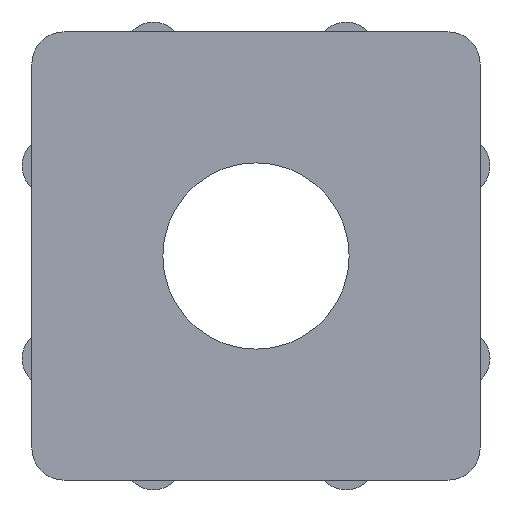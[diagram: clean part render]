
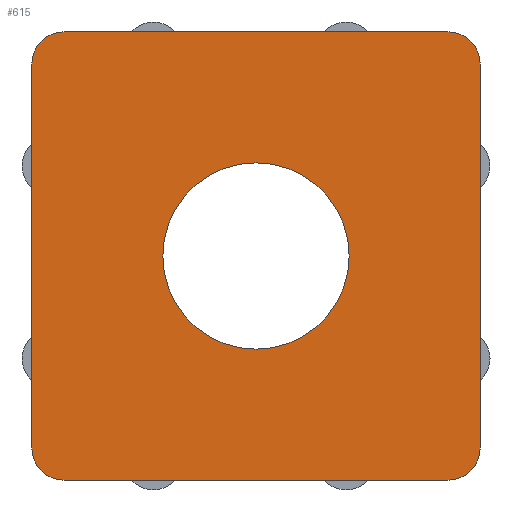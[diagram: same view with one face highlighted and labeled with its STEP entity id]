
A CAD part, front view. The second image highlights one B-rep face of the part: STEP entity #615.
In plain terms, the highlighted planar face has unit normal (0, -1, 0).
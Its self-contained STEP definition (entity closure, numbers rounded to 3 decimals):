
#6 = AXIS2_PLACEMENT_3D ( 'NONE', #911, #1407, #304 ) ;
#19 = CARTESIAN_POINT ( 'NONE',  ( 18.973, 0., 18.973 ) ) ;
#35 = VECTOR ( 'NONE', #301, 1000. ) ;
#59 = VERTEX_POINT ( 'NONE', #760 ) ;
#69 = CIRCLE ( 'NONE', #976, 3.175 ) ;
#70 = CARTESIAN_POINT ( 'NONE',  ( 0., 0., -9.208 ) ) ;
#80 = VERTEX_POINT ( 'NONE', #1006 ) ;
#85 = CARTESIAN_POINT ( 'NONE',  ( -22.148, 0., 18.973 ) ) ;
#88 = EDGE_CURVE ( 'NONE', #80, #839, #399, .T. ) ;
#91 = EDGE_LOOP ( 'NONE', ( #951, #573, #406, #565, #1464, #1479, #296, #584 ) ) ;
#112 = DIRECTION ( 'NONE',  ( 0., 0., -1. ) ) ;
#195 = CARTESIAN_POINT ( 'NONE',  ( 22.148, 0., 18.973 ) ) ;
#212 = EDGE_CURVE ( 'NONE', #1508, #1214, #708, .T. ) ;
#236 = PLANE ( 'NONE',  #1597 ) ;
#250 = DIRECTION ( 'NONE',  ( 0., 0., -1. ) ) ;
#280 = CIRCLE ( 'NONE', #1178, 3.175 ) ;
#296 = ORIENTED_EDGE ( 'NONE', *, *, #1085, .F. ) ;
#299 = ORIENTED_EDGE ( 'NONE', *, *, #212, .T. ) ;
#301 = DIRECTION ( 'NONE',  ( -1., 0., 0. ) ) ;
#304 = DIRECTION ( 'NONE',  ( 0., 0., 1. ) ) ;
#370 = VERTEX_POINT ( 'NONE', #1071 ) ;
#374 = DIRECTION ( 'NONE',  ( 1., 0., 0. ) ) ;
#388 = AXIS2_PLACEMENT_3D ( 'NONE', #504, #985, #1483 ) ;
#397 = DIRECTION ( 'NONE',  ( 0., -1., 0. ) ) ;
#399 = LINE ( 'NONE', #884, #450 ) ;
#403 = LINE ( 'NONE', #887, #1104 ) ;
#406 = ORIENTED_EDGE ( 'NONE', *, *, #88, .F. ) ;
#450 = VECTOR ( 'NONE', #1380, 1000. ) ;
#451 = CARTESIAN_POINT ( 'NONE',  ( 18.973, 0., -18.973 ) ) ;
#478 = CARTESIAN_POINT ( 'NONE',  ( 22.148, 0., -18.973 ) ) ;
#483 = VERTEX_POINT ( 'NONE', #195 ) ;
#504 = CARTESIAN_POINT ( 'NONE',  ( 0., 0., 0. ) ) ;
#521 = DIRECTION ( 'NONE',  ( 0., -1., 0. ) ) ;
#565 = ORIENTED_EDGE ( 'NONE', *, *, #1442, .T. ) ;
#573 = ORIENTED_EDGE ( 'NONE', *, *, #1057, .T. ) ;
#584 = ORIENTED_EDGE ( 'NONE', *, *, #1048, .T. ) ;
#595 = VERTEX_POINT ( 'NONE', #478 ) ;
#615 = ADVANCED_FACE ( 'NONE', ( #841, #1335 ), #236, .T. ) ;
#661 = VECTOR ( 'NONE', #374, 1000. ) ;
#689 = CIRCLE ( 'NONE', #1595, 3.175 ) ;
#708 = CIRCLE ( 'NONE', #6, 9.208 ) ;
#723 = CARTESIAN_POINT ( 'NONE',  ( 0., 0., 0. ) ) ;
#760 = CARTESIAN_POINT ( 'NONE',  ( 18.973, 0., 22.148 ) ) ;
#839 = VERTEX_POINT ( 'NONE', #85 ) ;
#841 = FACE_BOUND ( 'NONE', #1192, .T. ) ;
#860 = CARTESIAN_POINT ( 'NONE',  ( -18.973, 0., -18.973 ) ) ;
#872 = AXIS2_PLACEMENT_3D ( 'NONE', #860, #1353, #250 ) ;
#882 = DIRECTION ( 'NONE',  ( 0., 0., -1. ) ) ;
#884 = CARTESIAN_POINT ( 'NONE',  ( -22.148, 0., 22.148 ) ) ;
#887 = CARTESIAN_POINT ( 'NONE',  ( 22.148, 0., 22.148 ) ) ;
#909 = LINE ( 'NONE', #1404, #35 ) ;
#911 = CARTESIAN_POINT ( 'NONE',  ( 0., 0., 0. ) ) ;
#936 = DIRECTION ( 'NONE',  ( 0., -1., 0. ) ) ;
#951 = ORIENTED_EDGE ( 'NONE', *, *, #1440, .F. ) ;
#976 = AXIS2_PLACEMENT_3D ( 'NONE', #19, #521, #1004 ) ;
#981 = LINE ( 'NONE', #1478, #661 ) ;
#985 = DIRECTION ( 'NONE',  ( 0., 1., 0. ) ) ;
#1004 = DIRECTION ( 'NONE',  ( 0., 0., -1. ) ) ;
#1006 = CARTESIAN_POINT ( 'NONE',  ( -22.148, 0., -18.973 ) ) ;
#1048 = EDGE_CURVE ( 'NONE', #483, #59, #69, .T. ) ;
#1057 = EDGE_CURVE ( 'NONE', #370, #839, #280, .T. ) ;
#1066 = CARTESIAN_POINT ( 'NONE',  ( 18.973, 0., -22.148 ) ) ;
#1071 = CARTESIAN_POINT ( 'NONE',  ( -18.973, 0., 22.148 ) ) ;
#1076 = CIRCLE ( 'NONE', #388, 9.208 ) ;
#1085 = EDGE_CURVE ( 'NONE', #483, #595, #403, .T. ) ;
#1104 = VECTOR ( 'NONE', #1385, 1000. ) ;
#1169 = CARTESIAN_POINT ( 'NONE',  ( -18.973, 0., -22.148 ) ) ;
#1178 = AXIS2_PLACEMENT_3D ( 'NONE', #1500, #397, #882 ) ;
#1179 = EDGE_CURVE ( 'NONE', #1316, #1213, #909, .T. ) ;
#1192 = EDGE_LOOP ( 'NONE', ( #1450, #299 ) ) ;
#1213 = VERTEX_POINT ( 'NONE', #1169 ) ;
#1214 = VERTEX_POINT ( 'NONE', #70 ) ;
#1216 = DIRECTION ( 'NONE',  ( 0., -1., 0. ) ) ;
#1290 = EDGE_CURVE ( 'NONE', #1316, #595, #689, .T. ) ;
#1316 = VERTEX_POINT ( 'NONE', #1066 ) ;
#1335 = FACE_OUTER_BOUND ( 'NONE', #91, .T. ) ;
#1353 = DIRECTION ( 'NONE',  ( 0., -1., 0. ) ) ;
#1380 = DIRECTION ( 'NONE',  ( 0., 0., 1. ) ) ;
#1385 = DIRECTION ( 'NONE',  ( 0., 0., -1. ) ) ;
#1404 = CARTESIAN_POINT ( 'NONE',  ( -22.148, 0., -22.148 ) ) ;
#1407 = DIRECTION ( 'NONE',  ( 0., 1., 0. ) ) ;
#1429 = DIRECTION ( 'NONE',  ( 0., 0., -1. ) ) ;
#1440 = EDGE_CURVE ( 'NONE', #370, #59, #981, .T. ) ;
#1442 = EDGE_CURVE ( 'NONE', #80, #1213, #1569, .T. ) ;
#1450 = ORIENTED_EDGE ( 'NONE', *, *, #1473, .T. ) ;
#1464 = ORIENTED_EDGE ( 'NONE', *, *, #1179, .F. ) ;
#1473 = EDGE_CURVE ( 'NONE', #1214, #1508, #1076, .T. ) ;
#1478 = CARTESIAN_POINT ( 'NONE',  ( -22.148, 0., 22.148 ) ) ;
#1479 = ORIENTED_EDGE ( 'NONE', *, *, #1290, .T. ) ;
#1483 = DIRECTION ( 'NONE',  ( 0., 0., 1. ) ) ;
#1497 = CARTESIAN_POINT ( 'NONE',  ( 0., 0., 9.208 ) ) ;
#1500 = CARTESIAN_POINT ( 'NONE',  ( -18.973, 0., 18.973 ) ) ;
#1508 = VERTEX_POINT ( 'NONE', #1497 ) ;
#1569 = CIRCLE ( 'NONE', #872, 3.175 ) ;
#1595 = AXIS2_PLACEMENT_3D ( 'NONE', #451, #936, #1429 ) ;
#1597 = AXIS2_PLACEMENT_3D ( 'NONE', #723, #1216, #112 ) ;
